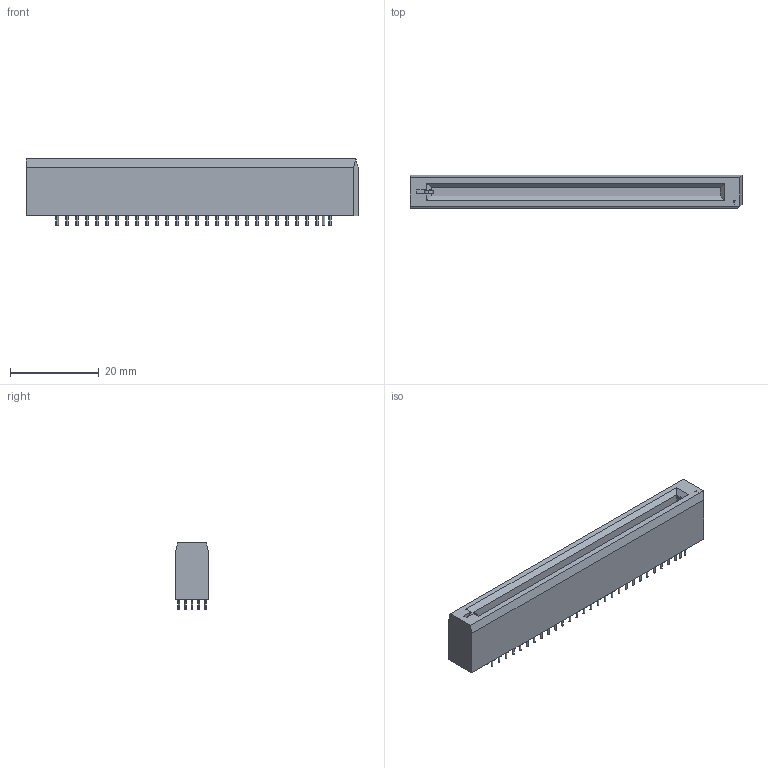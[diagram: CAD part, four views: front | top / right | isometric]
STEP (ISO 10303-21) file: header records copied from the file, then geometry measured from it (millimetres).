
FILE_DESCRIPTION((''),'2;1');
FILE_NAME('HARTING_16 11 170 5202 000.stp','2014-01-30T09:12:32',(''),(''),'Mechanical Desktop 2011','Mechanical Desktop 2011',', , ');
FILE_SCHEMA(('AUTOMOTIVE_DESIGN { 1 2 10303 214 1 1 1 1 }'));
Length unit declared in the file: millimetre
Products named in the file (1): Product
Bounding box: 74.8 x 7.45 x 14.95 mm (x, y, z)
Volume: 6128.1 mm3; surface area: 4577.9 mm2
Topology: 145 solids, 145 shells, 615 faces, 957 edges, 636 vertices
Faces by surface type: plane 312, cylinder 294, bspline 9
Entity records: 13979 total; most frequent: DIRECTION 2759, CARTESIAN_POINT 2236, ORIENTED_EDGE 1914, AXIS2_PLACEMENT_3D 1195, EDGE_CURVE 957, VERTEX_POINT 636, EDGE_LOOP 619, FACE_OUTER_BOUND 615
